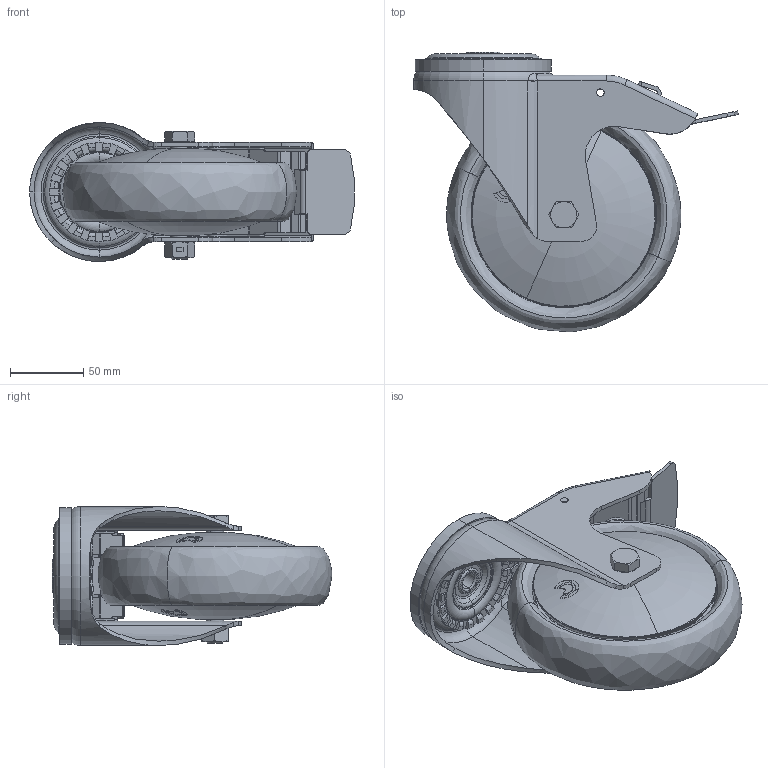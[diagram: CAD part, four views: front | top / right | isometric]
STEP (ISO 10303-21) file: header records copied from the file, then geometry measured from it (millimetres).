
FILE_DESCRIPTION (( 'STEP AP214' ), '1' );
FILE_NAME ('0055726.step', '2023-08-09T10:29:01', ( '' ), ( '' ), 'SwSTEP 2.0', 'SolidWorks 2020', '' );
FILE_SCHEMA (( 'AUTOMOTIVE_DESIGN' ));
Length unit declared in the file: millimetre
Products named in the file (1): 0055726
Bounding box: 221.77 x 190.8 x 95 mm (x, y, z)
Surface area: 292711.2 mm2 (no closed solid volume)
Topology: 0 solids, 23 shells, 752 faces, 2062 edges, 1345 vertices
Faces by surface type: plane 253, cylinder 201, torus 115, bspline 98, cone 85
Entity records: 39441 total; most frequent: CARTESIAN_POINT 12222, DIRECTION 4111, ORIENTED_EDGE 3669, EDGE_CURVE 2062, AXIS2_PLACEMENT_3D 1675, VERTEX_POINT 1345, CIRCLE 1020, EDGE_LOOP 805
